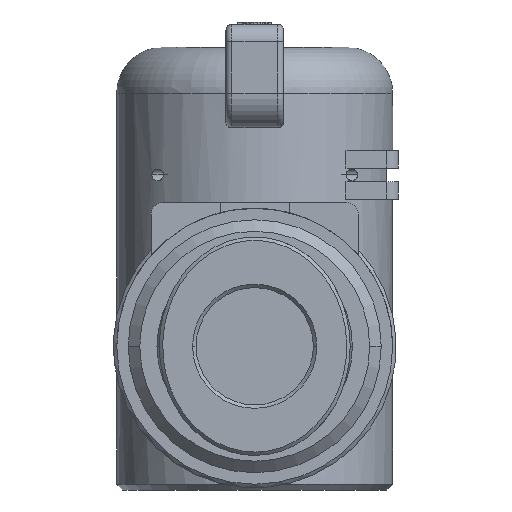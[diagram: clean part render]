
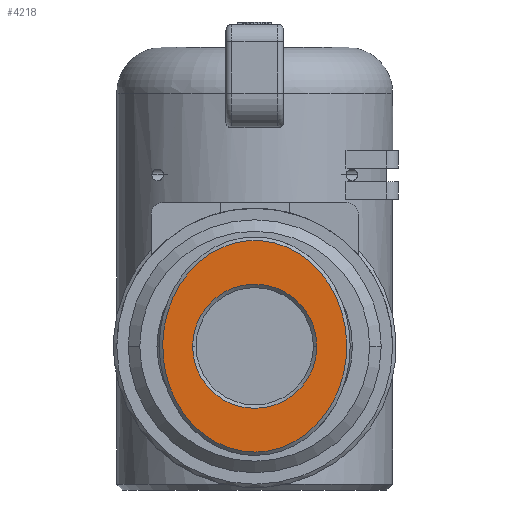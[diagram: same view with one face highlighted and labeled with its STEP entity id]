
A CAD part, front view. The second image highlights one B-rep face of the part: STEP entity #4218.
In plain terms, the highlighted planar face has unit normal (0, -1, 0).
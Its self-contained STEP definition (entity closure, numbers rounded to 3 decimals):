
#1853=CARTESIAN_POINT('',(-5.5,-38.9,-7.85));
#1854=VERTEX_POINT('',#1853);
#1863=CARTESIAN_POINT('',(5.3,-38.9,-7.85));
#1864=VERTEX_POINT('',#1863);
#1865=CARTESIAN_POINT('',(-0.1,-38.9,-7.85));
#1866=DIRECTION('',(0.0,-1.0,0.0));
#1867=DIRECTION('',(-1.0,0.0,0.0));
#1868=AXIS2_PLACEMENT_3D('',#1865,#1866,#1867);
#1869=CIRCLE('',#1868,5.4);
#1870=EDGE_CURVE('',#1854,#1864,#1869,.T.);
#4114=CARTESIAN_POINT('',(-0.1,-38.9,-17.05));
#4115=VERTEX_POINT('',#4114);
#4121=CARTESIAN_POINT('',(-0.1,-38.9,-17.05));
#4122=CARTESIAN_POINT('',(-0.562,-38.9,-17.05));
#4123=CARTESIAN_POINT('',(-1.024,-38.9,-17.004));
#4124=CARTESIAN_POINT('',(-1.935,-38.9,-16.82));
#4125=CARTESIAN_POINT('',(-2.384,-38.9,-16.683));
#4126=CARTESIAN_POINT('',(-3.259,-38.9,-16.319));
#4127=CARTESIAN_POINT('',(-3.684,-38.9,-16.092));
#4128=CARTESIAN_POINT('',(-4.499,-38.9,-15.553));
#4129=CARTESIAN_POINT('',(-4.887,-38.9,-15.24));
#4130=CARTESIAN_POINT('',(-5.615,-38.9,-14.536));
#4131=CARTESIAN_POINT('',(-5.954,-38.9,-14.143));
#4132=CARTESIAN_POINT('',(-6.569,-38.9,-13.289));
#4133=CARTESIAN_POINT('',(-6.845,-38.9,-12.827));
#4134=CARTESIAN_POINT('',(-7.322,-38.9,-11.847));
#4135=CARTESIAN_POINT('',(-7.522,-38.9,-11.328));
#4136=CARTESIAN_POINT('',(-7.838,-38.9,-10.253));
#4137=CARTESIAN_POINT('',(-7.953,-38.9,-9.696));
#4138=CARTESIAN_POINT('',(-8.091,-38.9,-8.564));
#4139=CARTESIAN_POINT('',(-8.115,-38.9,-7.99));
#4140=CARTESIAN_POINT('',(-8.068,-38.9,-6.844));
#4141=CARTESIAN_POINT('',(-7.997,-38.9,-6.274));
#4142=CARTESIAN_POINT('',(-7.766,-38.9,-5.16));
#4143=CARTESIAN_POINT('',(-7.606,-38.9,-4.617));
#4144=CARTESIAN_POINT('',(-7.202,-38.9,-3.578));
#4145=CARTESIAN_POINT('',(-6.959,-38.9,-3.081));
#4146=CARTESIAN_POINT('',(-6.4,-38.9,-2.154));
#4147=CARTESIAN_POINT('',(-6.086,-38.9,-1.722));
#4148=CARTESIAN_POINT('',(-5.399,-38.9,-0.936));
#4149=CARTESIAN_POINT('',(-5.027,-38.9,-0.582));
#4150=CARTESIAN_POINT('',(-4.24,-38.9,0.041));
#4151=CARTESIAN_POINT('',(-3.825,-38.9,0.31));
#4152=CARTESIAN_POINT('',(-2.965,-38.9,0.756));
#4153=CARTESIAN_POINT('',(-2.521,-38.9,0.935));
#4154=CARTESIAN_POINT('',(-1.617,-38.9,1.199));
#4155=CARTESIAN_POINT('',(-1.158,-38.9,1.285));
#4156=CARTESIAN_POINT('',(-0.234,-38.9,1.364));
#4157=CARTESIAN_POINT('',(0.23,-38.9,1.358));
#4158=CARTESIAN_POINT('',(1.149,-38.9,1.253));
#4159=CARTESIAN_POINT('',(1.605,-38.9,1.154));
#4160=CARTESIAN_POINT('',(2.499,-38.9,0.867));
#4161=CARTESIAN_POINT('',(2.936,-38.9,0.678));
#4162=CARTESIAN_POINT('',(3.779,-38.9,0.213));
#4163=CARTESIAN_POINT('',(4.185,-38.9,-0.063));
#4164=CARTESIAN_POINT('',(4.954,-38.9,-0.698));
#4165=CARTESIAN_POINT('',(5.315,-38.9,-1.057));
#4166=CARTESIAN_POINT('',(5.982,-38.9,-1.849));
#4167=CARTESIAN_POINT('',(6.287,-38.9,-2.283));
#4168=CARTESIAN_POINT('',(6.826,-38.9,-3.212));
#4169=CARTESIAN_POINT('',(7.06,-38.9,-3.709));
#4170=CARTESIAN_POINT('',(7.447,-38.9,-4.747));
#4171=CARTESIAN_POINT('',(7.6,-38.9,-5.29));
#4172=CARTESIAN_POINT('',(7.816,-38.9,-6.403));
#4173=CARTESIAN_POINT('',(7.879,-38.9,-6.973));
#4174=CARTESIAN_POINT('',(7.912,-38.9,-8.118));
#4175=CARTESIAN_POINT('',(7.882,-38.9,-8.693));
#4176=CARTESIAN_POINT('',(7.729,-38.9,-9.825));
#4177=CARTESIAN_POINT('',(7.607,-38.9,-10.383));
#4178=CARTESIAN_POINT('',(7.275,-38.9,-11.459));
#4179=CARTESIAN_POINT('',(7.066,-38.9,-11.978));
#4180=CARTESIAN_POINT('',(6.571,-38.9,-12.958));
#4181=CARTESIAN_POINT('',(6.286,-38.9,-13.419));
#4182=CARTESIAN_POINT('',(5.651,-38.9,-14.269));
#4183=CARTESIAN_POINT('',(5.302,-38.9,-14.658));
#4184=CARTESIAN_POINT('',(4.554,-38.9,-15.352));
#4185=CARTESIAN_POINT('',(4.156,-38.9,-15.659));
#4186=CARTESIAN_POINT('',(3.324,-38.9,-16.182));
#4187=CARTESIAN_POINT('',(2.89,-38.9,-16.4));
#4188=CARTESIAN_POINT('',(2.035,-38.9,-16.73));
#4189=CARTESIAN_POINT('',(1.614,-38.9,-16.85));
#4190=CARTESIAN_POINT('',(0.763,-38.9,-17.01));
#4191=CARTESIAN_POINT('',(0.331,-38.9,-17.05));
#4192=CARTESIAN_POINT('',(-0.1,-38.9,-17.05));
#4193=B_SPLINE_CURVE_WITH_KNOTS('',3,(#4121,#4122,#4123,#4124,#4125,#4126,#4127,#4128,#4129,#4130,#4131,#4132,#4133,#4134,#4135,#4136,#4137,#4138,#4139,#4140,#4141,#4142,#4143,#4144,#4145,#4146,#4147,#4148,#4149,#4150,#4151,#4152,#4153,#4154,#4155,#4156,#4157,#4158,#4159,#4160,#4161,#4162,#4163,#4164,#4165,#4166,#4167,#4168,#4169,#4170,#4171,#4172,#4173,#4174,#4175,#4176,#4177,#4178,#4179,#4180,#4181,#4182,#4183,#4184,#4185,#4186,#4187,#4188,#4189,#4190,#4191,#4192),.UNSPECIFIED.,.T.,.U.,(4,2,2,2,2,2,2,2,2,2,2,2,2,2,2,2,2,2,2,2,2,2,2,2,2,2,2,2,2,2,2,2,2,2,2,4),(0.0,0.174,0.349,0.524,0.702,0.881,1.063,1.246,1.432,1.618,1.804,1.99,2.174,2.357,2.537,2.715,2.892,3.067,3.241,3.415,3.59,3.767,3.945,4.126,4.309,4.494,4.679,4.866,5.052,5.237,5.42,5.602,5.781,5.958,6.121,6.283),.UNSPECIFIED.);
#4194=EDGE_CURVE('',#4115,#4115,#4193,.T.);
#4200=CARTESIAN_POINT('',(-0.1,-38.9,-17.35));
#4201=DIRECTION('',(0.0,-1.0,0.0));
#4202=DIRECTION('',(1.0,0.0,0.0));
#4203=AXIS2_PLACEMENT_3D('',#4200,#4201,#4202);
#4204=PLANE('',#4203);
#4205=ORIENTED_EDGE('',*,*,#4194,.F.);
#4206=EDGE_LOOP('',(#4205));
#4207=FACE_OUTER_BOUND('',#4206,.T.);
#4208=CARTESIAN_POINT('',(-0.1,-38.9,-7.85));
#4209=DIRECTION('',(0.0,-1.0,0.0));
#4210=DIRECTION('',(-1.0,0.0,0.0));
#4211=AXIS2_PLACEMENT_3D('',#4208,#4209,#4210);
#4212=CIRCLE('',#4211,5.4);
#4213=EDGE_CURVE('',#1864,#1854,#4212,.T.);
#4214=ORIENTED_EDGE('',*,*,#4213,.F.);
#4215=ORIENTED_EDGE('',*,*,#1870,.F.);
#4216=EDGE_LOOP('',(#4214,#4215));
#4217=FACE_BOUND('',#4216,.T.);
#4218=ADVANCED_FACE('',(#4207,#4217),#4204,.T.);
